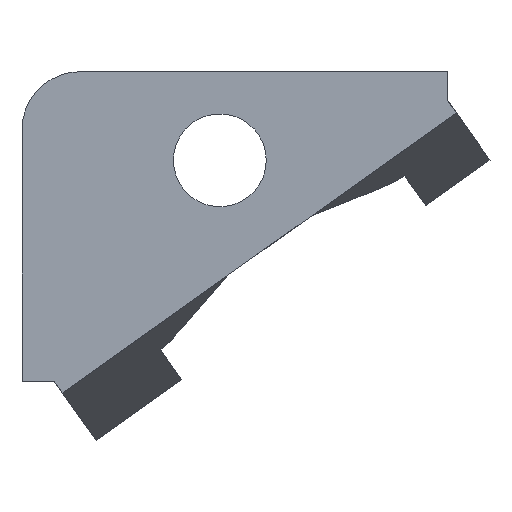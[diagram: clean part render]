
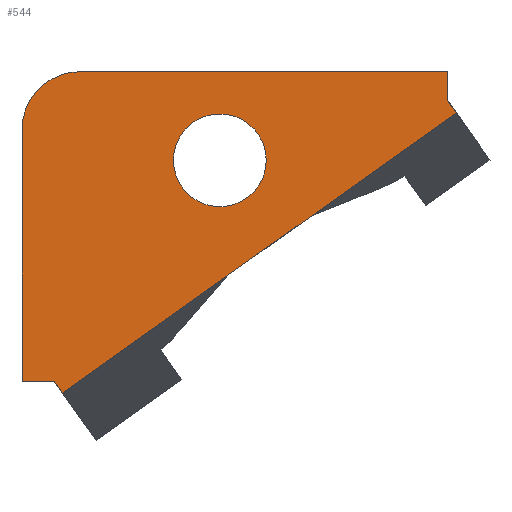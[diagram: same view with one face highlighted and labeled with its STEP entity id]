
A CAD part, front view. The second image highlights one B-rep face of the part: STEP entity #544.
In plain terms, the highlighted planar face has unit normal (0, -1, 0).
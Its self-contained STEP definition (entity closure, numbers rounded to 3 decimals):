
#20=FACE_BOUND('',#79,.T.);
#21=CIRCLE('',#584,2.);
#26=CIRCLE('',#593,1.6);
#48=FACE_OUTER_BOUND('',#78,.T.);
#78=EDGE_LOOP('',(#411,#412,#413,#414,#415,#416,#417,#418));
#79=EDGE_LOOP('',(#419));
#106=LINE('',#791,#167);
#124=LINE('',#844,#185);
#130=LINE('',#862,#191);
#135=LINE('',#872,#196);
#136=LINE('',#873,#197);
#137=LINE('',#875,#198);
#138=LINE('',#876,#199);
#167=VECTOR('',#628,10.);
#185=VECTOR('',#660,10.);
#191=VECTOR('',#676,10.);
#196=VECTOR('',#683,10.);
#197=VECTOR('',#684,10.);
#198=VECTOR('',#685,10.);
#199=VECTOR('',#686,10.);
#234=VERTEX_POINT('',#788);
#235=VERTEX_POINT('',#790);
#243=VERTEX_POINT('',#825);
#244=VERTEX_POINT('',#826);
#251=VERTEX_POINT('',#842);
#258=VERTEX_POINT('',#861);
#262=VERTEX_POINT('',#871);
#263=VERTEX_POINT('',#874);
#264=VERTEX_POINT('',#877);
#287=EDGE_CURVE('',#234,#235,#106,.T.);
#299=EDGE_CURVE('',#243,#244,#21,.T.);
#308=EDGE_CURVE('',#243,#251,#124,.T.);
#317=EDGE_CURVE('',#258,#244,#130,.T.);
#322=EDGE_CURVE('',#251,#262,#135,.T.);
#323=EDGE_CURVE('',#262,#235,#136,.T.);
#324=EDGE_CURVE('',#263,#234,#137,.T.);
#325=EDGE_CURVE('',#263,#258,#138,.T.);
#326=EDGE_CURVE('',#264,#264,#26,.T.);
#411=ORIENTED_EDGE('',*,*,#299,.F.);
#412=ORIENTED_EDGE('',*,*,#308,.T.);
#413=ORIENTED_EDGE('',*,*,#322,.T.);
#414=ORIENTED_EDGE('',*,*,#323,.T.);
#415=ORIENTED_EDGE('',*,*,#287,.F.);
#416=ORIENTED_EDGE('',*,*,#324,.F.);
#417=ORIENTED_EDGE('',*,*,#325,.T.);
#418=ORIENTED_EDGE('',*,*,#317,.T.);
#419=ORIENTED_EDGE('',*,*,#326,.F.);
#522=PLANE('',#592);
#544=ADVANCED_FACE('',(#48,#20),#522,.F.);
#584=AXIS2_PLACEMENT_3D('',#827,#647,#648);
#592=AXIS2_PLACEMENT_3D('',#870,#681,#682);
#593=AXIS2_PLACEMENT_3D('',#878,#687,#688);
#628=DIRECTION('',(-0.815,0.,-0.58));
#647=DIRECTION('center_axis',(0.,1.,0.));
#648=DIRECTION('ref_axis',(-1.,0.,0.));
#660=DIRECTION('',(0.,0.,-1.));
#676=DIRECTION('',(-1.,0.,0.));
#681=DIRECTION('center_axis',(0.,1.,0.));
#682=DIRECTION('ref_axis',(1.,0.,0.));
#683=DIRECTION('',(1.,0.,0.));
#684=DIRECTION('',(0.58,0.,-0.815));
#685=DIRECTION('',(0.58,0.,-0.815));
#686=DIRECTION('',(0.,0.,1.));
#687=DIRECTION('center_axis',(0.,-1.,0.));
#688=DIRECTION('ref_axis',(1.,0.,0.));
#788=CARTESIAN_POINT('',(43.118,13.208,-51.189));
#790=CARTESIAN_POINT('',(29.553,13.208,-60.843));
#791=CARTESIAN_POINT('',(43.118,13.208,-51.189));
#825=CARTESIAN_POINT('',(28.157,13.208,-51.773));
#826=CARTESIAN_POINT('',(30.157,13.208,-49.773));
#827=CARTESIAN_POINT('Origin',(30.157,13.208,-51.773));
#842=CARTESIAN_POINT('',(28.157,13.208,-60.435));
#844=CARTESIAN_POINT('',(28.157,13.208,-57.435));
#861=CARTESIAN_POINT('',(42.828,13.208,-49.773));
#862=CARTESIAN_POINT('',(32.825,13.208,-49.773));
#870=CARTESIAN_POINT('Origin',(35.493,13.208,-55.199));
#871=CARTESIAN_POINT('',(29.263,13.208,-60.435));
#872=CARTESIAN_POINT('',(28.157,13.208,-60.435));
#873=CARTESIAN_POINT('',(29.263,13.208,-60.435));
#874=CARTESIAN_POINT('',(42.828,13.208,-50.782));
#875=CARTESIAN_POINT('',(42.828,13.208,-50.782));
#876=CARTESIAN_POINT('',(42.828,13.208,-52.917));
#877=CARTESIAN_POINT('',(33.372,13.208,-52.825));
#878=CARTESIAN_POINT('Origin',(34.972,13.208,-52.825));
